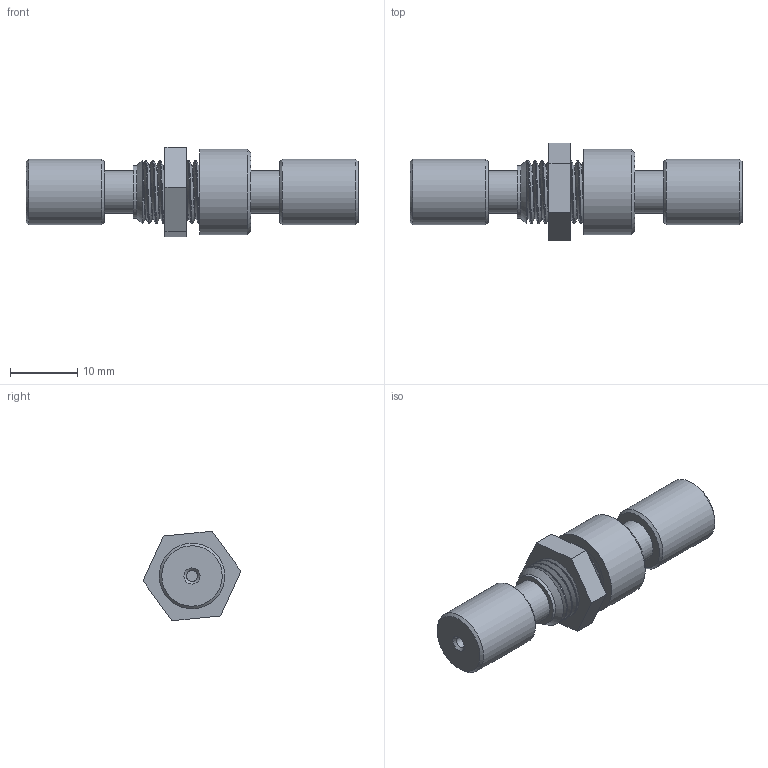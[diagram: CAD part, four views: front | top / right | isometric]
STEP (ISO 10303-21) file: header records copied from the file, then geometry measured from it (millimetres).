
FILE_DESCRIPTION((''),'2;1');
FILE_NAME('305073-CBUMPK Low pressure bulkhead union.stp','2013-08-21T12:21:49',('Franzp'),(''),'Autodesk Inventor 2013','Autodesk Inventor 2013','');
FILE_SCHEMA(('AUTOMOTIVE_DESIGN { 1 0 10303 214 1 1 1 1 }'));
Length unit declared in the file: millimetre
Products named in the file (3): a315073; 315073; 313115
Assembly tree (2 placements, depth 2):
  a315073
    315073
    313115
Bounding box: 49.52 x 14.59 x 13.36 mm (x, y, z)
Volume: 260.6 mm3; surface area: 3293 mm2
Topology: 1 solids, 10 shells, 47 faces, 104 edges, 65 vertices
Faces by surface type: plane 19, cone 12, cylinder 11, bspline 5
Full cylindrical faces by diameter (mm): 1.65 x2, 6.35 x2, 7.874 x1, 7.956 x2, 8.382 x1, 9.78 x2, 12.7 x1
Entity records: 3964 total; most frequent: CARTESIAN_POINT 2875, DIRECTION 202, ORIENTED_EDGE 130, AXIS2_PLACEMENT_3D 92, EDGE_LOOP 81, EDGE_CURVE 80, VERTEX_POINT 64, FACE_OUTER_BOUND 47
